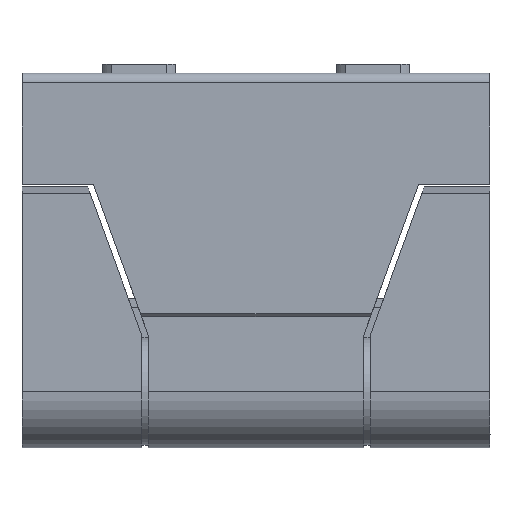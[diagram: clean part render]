
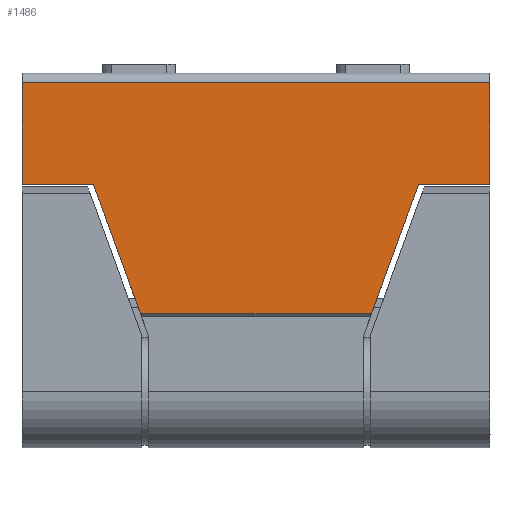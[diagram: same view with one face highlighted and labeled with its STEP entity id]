
A CAD part, top view. The second image highlights one B-rep face of the part: STEP entity #1486.
In plain terms, the highlighted free-form (B-spline) face has degree [1, 1] with [2, 2] control points.
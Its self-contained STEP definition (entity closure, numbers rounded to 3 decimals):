
#989=CARTESIAN_POINT('',(-12.337,-25.7,35.3));
#990=VERTEX_POINT('',#989);
#991=CARTESIAN_POINT('',(-17.367,-11.88,35.3));
#992=VERTEX_POINT('',#991);
#993=CARTESIAN_POINT('',(-12.337,-25.7,35.3));
#994=CARTESIAN_POINT('',(-17.367,-11.88,35.3));
#995=QUASI_UNIFORM_CURVE('',1,(#993,#994),.UNSPECIFIED.,.F.,.U.);
#996=EDGE_CURVE('',#990,#992,#995,.T.);
#1173=CARTESIAN_POINT('',(12.337,-25.7,35.3));
#1174=VERTEX_POINT('',#1173);
#1233=CARTESIAN_POINT('',(17.367,-11.88,35.3));
#1234=VERTEX_POINT('',#1233);
#1240=CARTESIAN_POINT('',(12.337,-25.7,35.3));
#1241=CARTESIAN_POINT('',(17.367,-11.88,35.3));
#1242=QUASI_UNIFORM_CURVE('',1,(#1240,#1241),.UNSPECIFIED.,.F.,.U.);
#1243=EDGE_CURVE('',#1174,#1234,#1242,.T.);
#1432=CARTESIAN_POINT('',(12.337,-25.7,35.3));
#1433=CARTESIAN_POINT('',(-12.337,-25.7,35.3));
#1434=QUASI_UNIFORM_CURVE('',1,(#1432,#1433),.UNSPECIFIED.,.F.,.U.);
#1435=EDGE_CURVE('',#1174,#990,#1434,.T.);
#1443=CARTESIAN_POINT('',(-27.497,-26.934,35.3));
#1444=CARTESIAN_POINT('',(-27.497,0.234,35.3));
#1445=CARTESIAN_POINT('',(27.498,-26.934,35.3));
#1446=CARTESIAN_POINT('',(27.498,0.234,35.3));
#1447=B_SPLINE_SURFACE_WITH_KNOTS('',1,1,((#1443,#1445),(#1444,#1446)),.UNSPECIFIED.,.F.,.F.,.U.,(2,2),(2,2),(0.0,27.168),(0.0,54.995),.UNSPECIFIED.);
#1448=CARTESIAN_POINT('',(-25.0,-1.0,35.3));
#1449=VERTEX_POINT('',#1448);
#1450=CARTESIAN_POINT('',(-25.0,-11.88,35.3));
#1451=VERTEX_POINT('',#1450);
#1452=CARTESIAN_POINT('',(-25.0,-1.0,35.3));
#1453=CARTESIAN_POINT('',(-25.0,-11.88,35.3));
#1454=QUASI_UNIFORM_CURVE('',1,(#1452,#1453),.UNSPECIFIED.,.F.,.U.);
#1455=EDGE_CURVE('',#1449,#1451,#1454,.T.);
#1456=ORIENTED_EDGE('',*,*,#1455,.T.);
#1457=CARTESIAN_POINT('',(-17.367,-11.88,35.3));
#1458=CARTESIAN_POINT('',(-25.0,-11.88,35.3));
#1459=QUASI_UNIFORM_CURVE('',1,(#1457,#1458),.UNSPECIFIED.,.F.,.U.);
#1460=EDGE_CURVE('',#992,#1451,#1459,.T.);
#1461=ORIENTED_EDGE('',*,*,#1460,.F.);
#1462=ORIENTED_EDGE('',*,*,#996,.F.);
#1463=ORIENTED_EDGE('',*,*,#1435,.F.);
#1464=ORIENTED_EDGE('',*,*,#1243,.T.);
#1465=CARTESIAN_POINT('',(25.0,-11.88,35.3));
#1466=VERTEX_POINT('',#1465);
#1467=CARTESIAN_POINT('',(17.367,-11.88,35.3));
#1468=CARTESIAN_POINT('',(25.0,-11.88,35.3));
#1469=QUASI_UNIFORM_CURVE('',1,(#1467,#1468),.UNSPECIFIED.,.F.,.U.);
#1470=EDGE_CURVE('',#1234,#1466,#1469,.T.);
#1471=ORIENTED_EDGE('',*,*,#1470,.T.);
#1472=CARTESIAN_POINT('',(25.0,-1.0,35.3));
#1473=VERTEX_POINT('',#1472);
#1474=CARTESIAN_POINT('',(25.0,-1.0,35.3));
#1475=CARTESIAN_POINT('',(25.0,-11.88,35.3));
#1476=QUASI_UNIFORM_CURVE('',1,(#1474,#1475),.UNSPECIFIED.,.F.,.U.);
#1477=EDGE_CURVE('',#1473,#1466,#1476,.T.);
#1478=ORIENTED_EDGE('',*,*,#1477,.F.);
#1479=CARTESIAN_POINT('',(25.0,-1.0,35.3));
#1480=CARTESIAN_POINT('',(-25.0,-1.0,35.3));
#1481=QUASI_UNIFORM_CURVE('',1,(#1479,#1480),.UNSPECIFIED.,.F.,.U.);
#1482=EDGE_CURVE('',#1473,#1449,#1481,.T.);
#1483=ORIENTED_EDGE('',*,*,#1482,.T.);
#1484=EDGE_LOOP('',(#1456,#1461,#1462,#1463,#1464,#1471,#1478,#1483));
#1485=FACE_OUTER_BOUND('',#1484,.T.);
#1486=ADVANCED_FACE('',(#1485),#1447,.F.);
